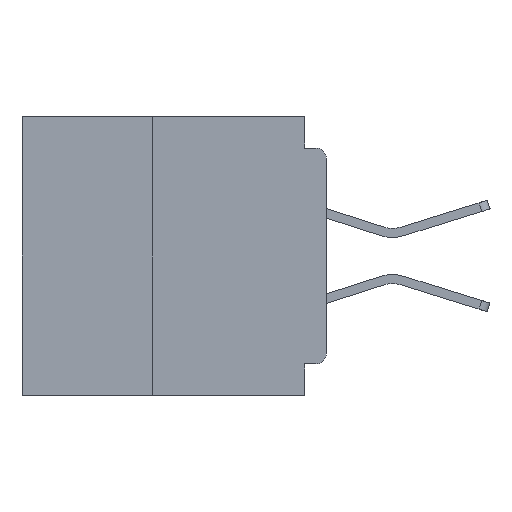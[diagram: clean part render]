
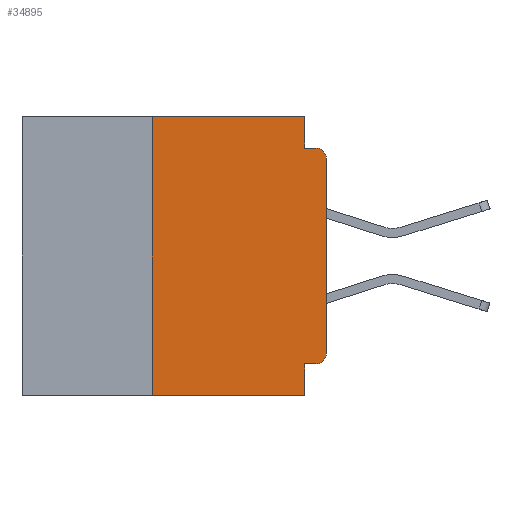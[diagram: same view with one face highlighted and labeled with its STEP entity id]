
A CAD part, left-side view. The second image highlights one B-rep face of the part: STEP entity #34895.
In plain terms, the highlighted planar face has unit normal (-1, 0, 0).
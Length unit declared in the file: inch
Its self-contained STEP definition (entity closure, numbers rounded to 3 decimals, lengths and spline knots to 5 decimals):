
#4620 = VECTOR ( 'NONE', #12714, 39.37008 ) ;
#4825 = VERTEX_POINT ( 'NONE', #33981 ) ;
#4955 = CIRCLE ( 'NONE', #5438, 0.015 ) ;
#5438 = AXIS2_PLACEMENT_3D ( 'NONE', #27041, #6271, #30557 ) ;
#5557 = CIRCLE ( 'NONE', #13565, 0.015 ) ;
#6145 = ORIENTED_EDGE ( 'NONE', *, *, #39958, .T. ) ;
#6174 = VECTOR ( 'NONE', #14232, 39.37008 ) ;
#6271 = DIRECTION ( 'NONE',  ( -1., 0., 0. ) ) ;
#7413 = CARTESIAN_POINT ( 'NONE',  ( 0., 0.015, -0.355 ) ) ;
#9077 = CARTESIAN_POINT ( 'NONE',  ( 0., 0.031, -0.4 ) ) ;
#9369 = CARTESIAN_POINT ( 'NONE',  ( 0., 0.25, -0.4 ) ) ;
#9418 = LINE ( 'NONE', #35665, #10490 ) ;
#9685 = DIRECTION ( 'NONE',  ( -1., 0., 0. ) ) ;
#9957 = CARTESIAN_POINT ( 'NONE',  ( 0., 0., -0.34 ) ) ;
#10490 = VECTOR ( 'NONE', #18356, 39.37008 ) ;
#10709 = VECTOR ( 'NONE', #25331, 39.37008 ) ;
#10991 = VERTEX_POINT ( 'NONE', #30205 ) ;
#11408 = VERTEX_POINT ( 'NONE', #15141 ) ;
#12294 = FACE_OUTER_BOUND ( 'NONE', #40053, .T. ) ;
#12469 = ORIENTED_EDGE ( 'NONE', *, *, #26196, .F. ) ;
#12551 = PLANE ( 'NONE',  #21895 ) ;
#12714 = DIRECTION ( 'NONE',  ( 0., 0., -1. ) ) ;
#13565 = AXIS2_PLACEMENT_3D ( 'NONE', #30491, #9685, #34004 ) ;
#14232 = DIRECTION ( 'NONE',  ( 0., -1., 0. ) ) ;
#14289 = DIRECTION ( 'NONE',  ( 0., -1., 0. ) ) ;
#14566 = CARTESIAN_POINT ( 'NONE',  ( 0., 0.031, -0.4 ) ) ;
#14967 = VERTEX_POINT ( 'NONE', #7413 ) ;
#15141 = CARTESIAN_POINT ( 'NONE',  ( 0., 0.25, 0. ) ) ;
#15977 = VERTEX_POINT ( 'NONE', #23233 ) ;
#16070 = CARTESIAN_POINT ( 'NONE',  ( 0., 0.015, -0.045 ) ) ;
#16134 = EDGE_CURVE ( 'NONE', #11408, #10991, #23052, .T. ) ;
#16791 = EDGE_CURVE ( 'NONE', #25395, #23066, #33904, .T. ) ;
#18176 = ORIENTED_EDGE ( 'NONE', *, *, #31184, .F. ) ;
#18356 = DIRECTION ( 'NONE',  ( 0., 0., 1. ) ) ;
#18898 = VERTEX_POINT ( 'NONE', #40050 ) ;
#19504 = DIRECTION ( 'NONE',  ( 0., 0., -1. ) ) ;
#19911 = LINE ( 'NONE', #32315, #10709 ) ;
#21240 = CARTESIAN_POINT ( 'NONE',  ( 0., 0.437, 0. ) ) ;
#21854 = EDGE_CURVE ( 'NONE', #14967, #31532, #5557, .T. ) ;
#21895 = AXIS2_PLACEMENT_3D ( 'NONE', #36838, #40324, #19504 ) ;
#22313 = CARTESIAN_POINT ( 'NONE',  ( 0., 0., -0.045 ) ) ;
#23052 = LINE ( 'NONE', #21240, #40455 ) ;
#23060 = ORIENTED_EDGE ( 'NONE', *, *, #37431, .T. ) ;
#23066 = VERTEX_POINT ( 'NONE', #14566 ) ;
#23233 = CARTESIAN_POINT ( 'NONE',  ( 0., 0.031, -0.355 ) ) ;
#25331 = DIRECTION ( 'NONE',  ( 0., 1., 0. ) ) ;
#25395 = VERTEX_POINT ( 'NONE', #9369 ) ;
#25831 = DIRECTION ( 'NONE',  ( 0., -1., 0. ) ) ;
#26051 = CARTESIAN_POINT ( 'NONE',  ( 0., 0., 0. ) ) ;
#26196 = EDGE_CURVE ( 'NONE', #10991, #18898, #27463, .T. ) ;
#26475 = ORIENTED_EDGE ( 'NONE', *, *, #16134, .F. ) ;
#27041 = CARTESIAN_POINT ( 'NONE',  ( 0., 0.015, -0.06 ) ) ;
#27125 = ORIENTED_EDGE ( 'NONE', *, *, #36452, .F. ) ;
#27463 = LINE ( 'NONE', #31247, #28559 ) ;
#28559 = VECTOR ( 'NONE', #44793, 39.37008 ) ;
#30205 = CARTESIAN_POINT ( 'NONE',  ( 0., 0.031, 0. ) ) ;
#30303 = VECTOR ( 'NONE', #25831, 39.37008 ) ;
#30491 = CARTESIAN_POINT ( 'NONE',  ( 0., 0.015, -0.34 ) ) ;
#30557 = DIRECTION ( 'NONE',  ( 0., 0., -1. ) ) ;
#30621 = EDGE_CURVE ( 'NONE', #18898, #31377, #39516, .T. ) ;
#31184 = EDGE_CURVE ( 'NONE', #14967, #15977, #19911, .T. ) ;
#31247 = CARTESIAN_POINT ( 'NONE',  ( 0., 0.031, 0. ) ) ;
#31377 = VERTEX_POINT ( 'NONE', #16070 ) ;
#31532 = VERTEX_POINT ( 'NONE', #9957 ) ;
#31719 = LINE ( 'NONE', #9077, #4620 ) ;
#32285 = ORIENTED_EDGE ( 'NONE', *, *, #30621, .F. ) ;
#32315 = CARTESIAN_POINT ( 'NONE',  ( 0., 0., -0.355 ) ) ;
#33904 = LINE ( 'NONE', #41689, #6174 ) ;
#33981 = CARTESIAN_POINT ( 'NONE',  ( 0., 0., -0.06 ) ) ;
#34004 = DIRECTION ( 'NONE',  ( 0., 0., -1. ) ) ;
#34585 = VECTOR ( 'NONE', #43445, 39.37008 ) ;
#34895 = ADVANCED_FACE ( 'NONE', ( #12294 ), #12551, .F. ) ;
#35665 = CARTESIAN_POINT ( 'NONE',  ( 0., 0.25, -0.4 ) ) ;
#36452 = EDGE_CURVE ( 'NONE', #25395, #11408, #9418, .T. ) ;
#36838 = CARTESIAN_POINT ( 'NONE',  ( 0., 0.437, 0. ) ) ;
#37431 = EDGE_CURVE ( 'NONE', #4825, #31377, #4955, .T. ) ;
#37835 = LINE ( 'NONE', #26051, #34585 ) ;
#39516 = LINE ( 'NONE', #22313, #30303 ) ;
#39958 = EDGE_CURVE ( 'NONE', #31532, #4825, #37835, .T. ) ;
#40050 = CARTESIAN_POINT ( 'NONE',  ( 0., 0.031, -0.045 ) ) ;
#40053 = EDGE_LOOP ( 'NONE', ( #6145, #23060, #32285, #12469, #26475, #27125, #43506, #44020, #18176, #43380 ) ) ;
#40324 = DIRECTION ( 'NONE',  ( 1., 0., 0. ) ) ;
#40455 = VECTOR ( 'NONE', #14289, 39.37008 ) ;
#41544 = EDGE_CURVE ( 'NONE', #15977, #23066, #31719, .T. ) ;
#41689 = CARTESIAN_POINT ( 'NONE',  ( 0., 0.437, -0.4 ) ) ;
#43380 = ORIENTED_EDGE ( 'NONE', *, *, #21854, .T. ) ;
#43445 = DIRECTION ( 'NONE',  ( 0., 0., 1. ) ) ;
#43506 = ORIENTED_EDGE ( 'NONE', *, *, #16791, .T. ) ;
#44020 = ORIENTED_EDGE ( 'NONE', *, *, #41544, .F. ) ;
#44793 = DIRECTION ( 'NONE',  ( 0., 0., -1. ) ) ;
